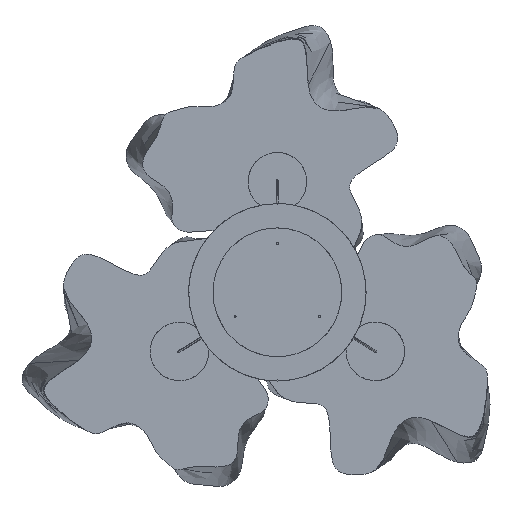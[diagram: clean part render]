
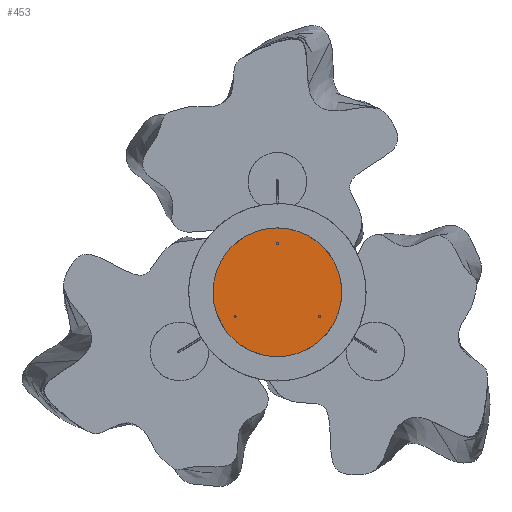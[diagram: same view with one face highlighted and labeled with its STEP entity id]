
A CAD part, top view. The second image highlights one B-rep face of the part: STEP entity #453.
In plain terms, the highlighted planar face has unit normal (0, 0, 1).
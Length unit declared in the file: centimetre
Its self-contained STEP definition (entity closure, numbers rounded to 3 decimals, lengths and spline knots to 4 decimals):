
#296=(
BOUNDED_CURVE()
B_SPLINE_CURVE(2,(#6128,#6129,#6130),.UNSPECIFIED.,.F.,.F.)
B_SPLINE_CURVE_WITH_KNOTS((3,3),(103.6726,207.3451),.UNSPECIFIED.)
CURVE()
GEOMETRIC_REPRESENTATION_ITEM()
RATIONAL_B_SPLINE_CURVE((1.,0.707,1.))
REPRESENTATION_ITEM($)
);
#301=(
BOUNDED_CURVE()
B_SPLINE_CURVE(2,(#6141,#6142,#6143),.UNSPECIFIED.,.F.,.F.)
B_SPLINE_CURVE_WITH_KNOTS((3,3),(0.,103.6726),.UNSPECIFIED.)
CURVE()
GEOMETRIC_REPRESENTATION_ITEM()
RATIONAL_B_SPLINE_CURVE((1.,0.707,1.))
REPRESENTATION_ITEM($)
);
#303=(
BOUNDED_CURVE()
B_SPLINE_CURVE(2,(#6146,#6147,#6148),.UNSPECIFIED.,.F.,.F.)
B_SPLINE_CURVE_WITH_KNOTS((3,3),(103.6726,207.3451),.UNSPECIFIED.)
CURVE()
GEOMETRIC_REPRESENTATION_ITEM()
RATIONAL_B_SPLINE_CURVE((1.,0.707,1.))
REPRESENTATION_ITEM($)
);
#453=ADVANCED_FACE($,(#591),#1930,.T.);
#591=FACE_OUTER_BOUND($,#732,.T.);
#732=EDGE_LOOP($,(#1335,#1336,#1337,#1338));
#1335=ORIENTED_EDGE($,*,*,#1669,.F.);
#1336=ORIENTED_EDGE($,*,*,#1674,.F.);
#1337=ORIENTED_EDGE($,*,*,#1676,.F.);
#1338=ORIENTED_EDGE($,*,*,#1679,.T.);
#1669=EDGE_CURVE($,#1887,#1888,#296,.T.);
#1674=EDGE_CURVE($,#1892,#1887,#301,.T.);
#1676=EDGE_CURVE($,#1893,#1892,#303,.T.);
#1679=EDGE_CURVE($,#1893,#1888,#2073,.T.);
#1887=VERTEX_POINT($,#6480);
#1888=VERTEX_POINT($,#6481);
#1892=VERTEX_POINT($,#6485);
#1893=VERTEX_POINT($,#6486);
#1930=PLANE($,#2193);
#2073=B_SPLINE_CURVE_WITH_KNOTS($,3,(#6154,#6155,#6156,#6157,#6158,#6159,
#6160,#6161,#6162,#6163,#6164,#6165,#6166,#6167,#6168,#6169,#6170,#6171,
#6172,#6173,#6174,#6175,#6176,#6177,#6178,#6179),.UNSPECIFIED.,.F.,.F.,(4,
2,2,2,2,2,2,2,2,2,2,2,4),(-103.6726,-97.7362,-91.5999,
-85.2812,-78.8019,-65.4611,-51.8363,-38.2114,
-24.8706,-18.3914,-12.0726,-5.9363,
0.),.UNSPECIFIED.);
#2193=AXIS2_PLACEMENT_3D($,#6418,#2225,$);
#2225=DIRECTION($,(0.,0.,1.));
#6128=CARTESIAN_POINT($,(66.,0.,0.));
#6129=CARTESIAN_POINT($,(66.,-66.,0.));
#6130=CARTESIAN_POINT($,(0.,-66.,0.));
#6141=CARTESIAN_POINT($,(0.,66.,0.));
#6142=CARTESIAN_POINT($,(66.,66.,0.));
#6143=CARTESIAN_POINT($,(66.,0.,0.));
#6146=CARTESIAN_POINT($,(-66.,0.,0.));
#6147=CARTESIAN_POINT($,(-66.,66.,0.));
#6148=CARTESIAN_POINT($,(0.,66.,0.));
#6154=CARTESIAN_POINT($,(-66.,0.,0.));
#6155=CARTESIAN_POINT($,(-66.,-1.9799,0.));
#6156=CARTESIAN_POINT($,(-65.9109,-3.9585,0.));
#6157=CARTESIAN_POINT($,(-65.5491,-7.9687,0.));
#6158=CARTESIAN_POINT($,(-65.2706,-9.9971,0.));
#6159=CARTESIAN_POINT($,(-64.5147,-14.0818,0.));
#6160=CARTESIAN_POINT($,(-64.0322,-16.1343,0.));
#6161=CARTESIAN_POINT($,(-62.8577,-20.238,0.));
#6162=CARTESIAN_POINT($,(-62.1615,-22.285,0.));
#6163=CARTESIAN_POINT($,(-59.7282,-28.4313,0.));
#6164=CARTESIAN_POINT($,(-57.6765,-32.3916,0.));
#6165=CARTESIAN_POINT($,(-52.7551,-39.9193,0.));
#6166=CARTESIAN_POINT($,(-49.8823,-43.4558,0.));
#6167=CARTESIAN_POINT($,(-43.4558,-49.8823,0.));
#6168=CARTESIAN_POINT($,(-39.9193,-52.7551,0.));
#6169=CARTESIAN_POINT($,(-32.3916,-57.6765,0.));
#6170=CARTESIAN_POINT($,(-28.4313,-59.7282,0.));
#6171=CARTESIAN_POINT($,(-22.285,-62.1615,0.));
#6172=CARTESIAN_POINT($,(-20.238,-62.8577,0.));
#6173=CARTESIAN_POINT($,(-16.1343,-64.0322,0.));
#6174=CARTESIAN_POINT($,(-14.0818,-64.5147,0.));
#6175=CARTESIAN_POINT($,(-9.9971,-65.2706,0.));
#6176=CARTESIAN_POINT($,(-7.9687,-65.5491,0.));
#6177=CARTESIAN_POINT($,(-3.9585,-65.9109,0.));
#6178=CARTESIAN_POINT($,(-1.9799,-66.,0.));
#6179=CARTESIAN_POINT($,(0.,-66.,0.));
#6418=CARTESIAN_POINT($,(-67.32,67.32,0.));
#6480=CARTESIAN_POINT($,(66.,0.,0.));
#6481=CARTESIAN_POINT($,(0.,-66.,0.));
#6485=CARTESIAN_POINT($,(0.,66.,0.));
#6486=CARTESIAN_POINT($,(-66.,0.,0.));
